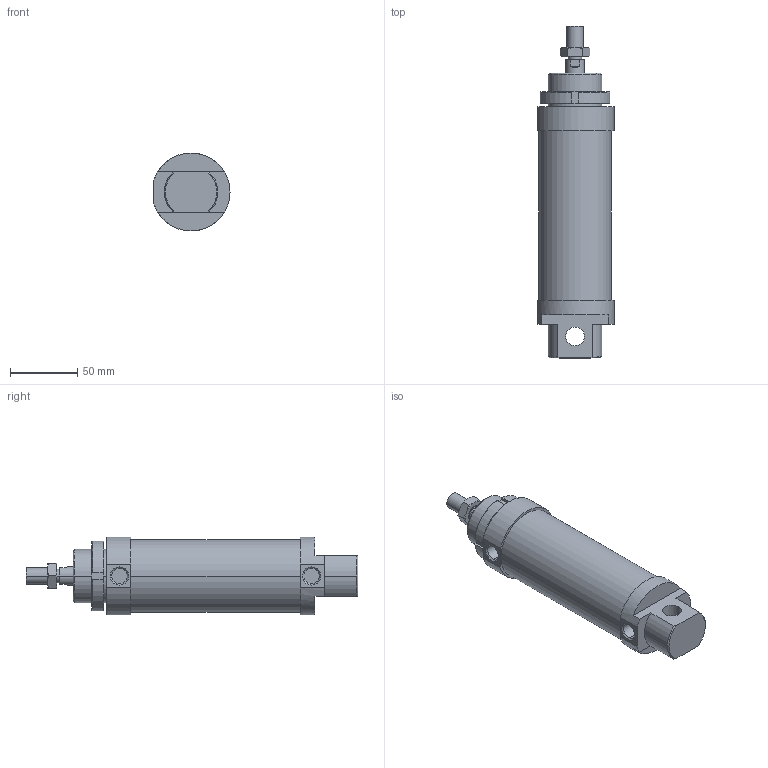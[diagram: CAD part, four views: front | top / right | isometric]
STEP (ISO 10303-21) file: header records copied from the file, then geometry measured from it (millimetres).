
FILE_DESCRIPTION((''),'2;1');
FILE_NAME('1260_50_0080.stp','2003-04-02T15:10:43',('maffial1'),(''),'Autodesk Inventor (R) 6.0','Autodesk Inventor (R) 6.0','');
FILE_SCHEMA(('AUTOMOTIVE_DESIGN { 1 0 10303 214 1 1 1 1 }'));
Length unit declared in the file: millimetre
Products named in the file (5): 1260_50_0080; S1260_50_80; 1200_50_05; 1200_50_06; C1260_50_80
Assembly tree (4 placements, depth 2):
  1260_50_0080
    S1260_50_80
    1200_50_05
    1200_50_06
    C1260_50_80
Bounding box: 56.6 x 247 x 58 mm (x, y, z)
Volume: 440964.6 mm3; surface area: 59614 mm2
Topology: 4 solids, 4 shells, 122 faces, 286 edges, 180 vertices
Faces by surface type: plane 44, cone 32, cylinder 26, bspline 20
Entity records: 3831 total; most frequent: CARTESIAN_POINT 997, DIRECTION 582, ORIENTED_EDGE 572, EDGE_CURVE 286, AXIS2_PLACEMENT_3D 229, VERTEX_POINT 180, EDGE_LOOP 136, VECTOR 124
